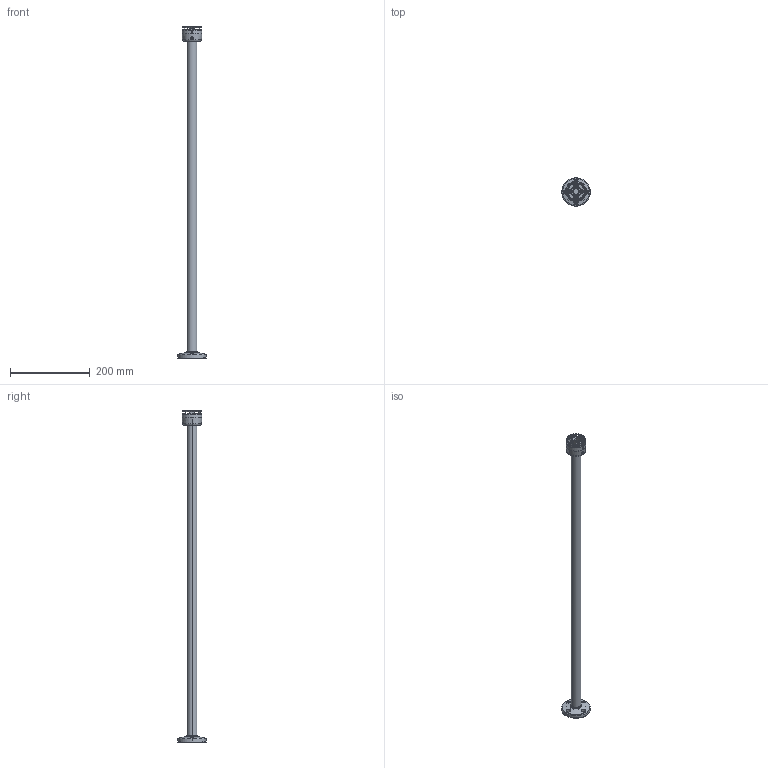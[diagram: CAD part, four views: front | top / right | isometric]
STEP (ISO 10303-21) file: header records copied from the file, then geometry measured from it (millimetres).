
FILE_DESCRIPTION((''),'2;1');
FILE_NAME('VMR-50mm-tube80cm SS.stp','2012-12-11T09:13:52',(''),(''),'Mechanical Desktop 2011','Mechanical Desktop 2011',', , ');
FILE_SCHEMA(('CONFIG_CONTROL_DESIGN'));
Length unit declared in the file: millimetre
Products named in the file (1): Product
Bounding box: 71 x 71 x 830.65 mm (x, y, z)
Volume: 392699.1 mm3; surface area: 88810 mm2
Topology: 1 solids, 94 shells, 184 faces, 1132 edges, 1142 vertices
Faces by surface type: bspline 92, cylinder 41, torus 35, cone 14, plane 2
Entity records: 15162 total; most frequent: CARTESIAN_POINT 8655, QUASI_UNIFORM_CURVE 864, DIRECTION 725, PCURVE 670, COMPOSITE_CURVE_SEGMENT 670, B_SPLINE_CURVE_WITH_KNOTS 469, ORIENTED_EDGE 459, EDGE_CURVE 453
